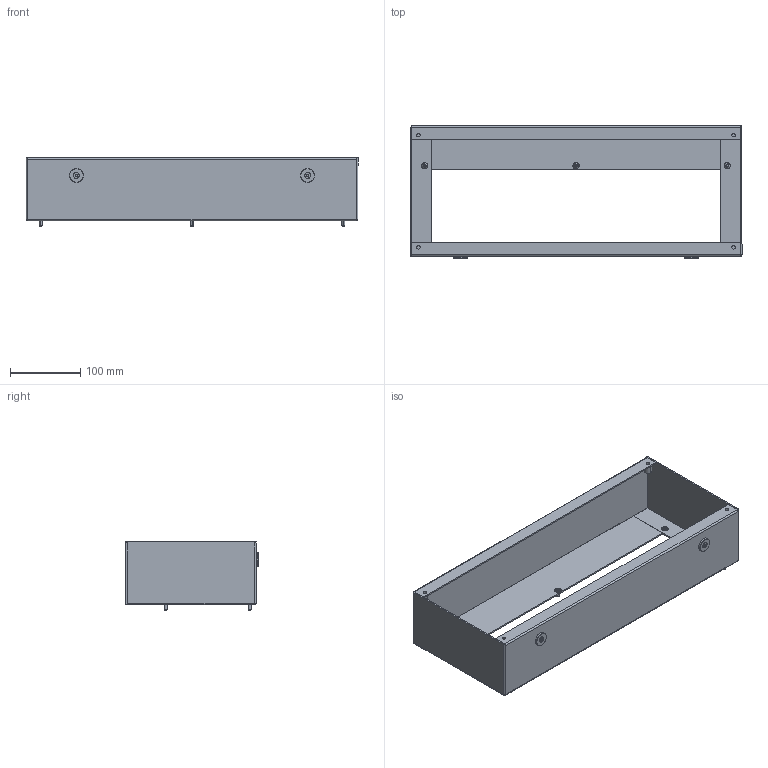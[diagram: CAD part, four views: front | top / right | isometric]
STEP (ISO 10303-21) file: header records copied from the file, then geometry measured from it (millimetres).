
FILE_DESCRIPTION (( 'STEP AP214' ), '1' );
FILE_NAME ('INGUN_112259.STEP', '2021-08-24T06:53:54', ( '' ), ( '' ), 'SwSTEP 2.0', 'SolidWorks 2018', '' );
FILE_SCHEMA (( 'AUTOMOTIVE_DESIGN' ));
Length unit declared in the file: millimetre
Products named in the file (7): DIN934~n_M04,0; ISO7380~n_M04,0x010; INGUN_112259; 112326~2_S; 112313~0_S; DIN7991~n_M04,0x010 VA; DIN125~n_04,3 M04,0
Assembly tree (21 placements, depth 2):
  INGUN_112259
    112326~2_S
    DIN125~n_04,3 M04,0  x8
    ISO7380~n_M04,0x010  x6
    112313~0_S  x2
    DIN7991~n_M04,0x010 VA  x2
    DIN934~n_M04,0  x2
Bounding box: 474 x 189.1 x 97.2 mm (x, y, z)
Volume: 358357.1 mm3; surface area: 365348.7 mm2
Topology: 21 solids, 21 shells, 473 faces, 1141 edges, 728 vertices
Faces by surface type: cylinder 266, plane 143, cone 52, torus 12
Entity records: 7229 total; most frequent: CARTESIAN_POINT 1261, DIRECTION 1259, ORIENTED_EDGE 1098, EDGE_CURVE 549, AXIS2_PLACEMENT_3D 486, VERTEX_POINT 344, LINE 287, VECTOR 287
